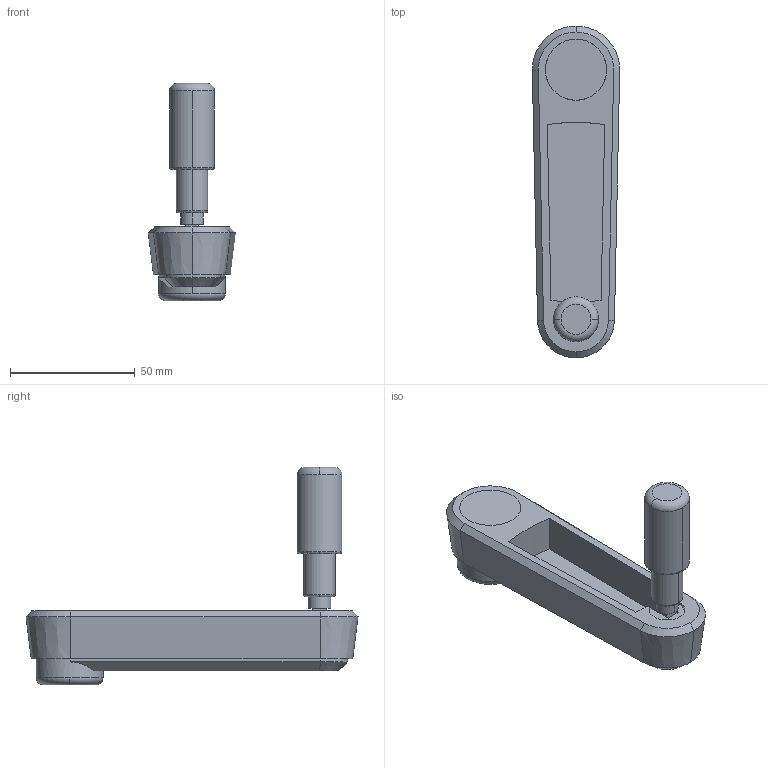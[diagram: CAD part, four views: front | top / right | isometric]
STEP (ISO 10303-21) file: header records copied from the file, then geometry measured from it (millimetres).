
FILE_DESCRIPTION(('STEP AP214'),'1');
FILE_NAME('HALDERN_EH_24331_0610.stp','2020-02-28T09:40:40',('TraceParts'),('TraceParts S.A.'),'Spatial InterOp 3D',' ',' ');
FILE_SCHEMA(('AUTOMOTIVE_DESIGN { 1 0 10303 214 1 1 1 1 }'));
Length unit declared in the file: millimetre
Products named in the file (1): HALDERN_EH_24331_0610_1
Bounding box: 34.99 x 132.91 x 87 mm (x, y, z)
Volume: 73117.1 mm3; surface area: 24666.3 mm2
Topology: 3 solids, 3 shells, 96 faces, 233 edges, 153 vertices
Faces by surface type: plane 50, cylinder 26, cone 10, torus 10
Entity records: 3644 total; most frequent: DIRECTION 537, CARTESIAN_POINT 487, ORIENTED_EDGE 466, EDGE_CURVE 233, AXIS2_PLACEMENT_3D 206, VERTEX_POINT 153, LINE 125, VECTOR 125
